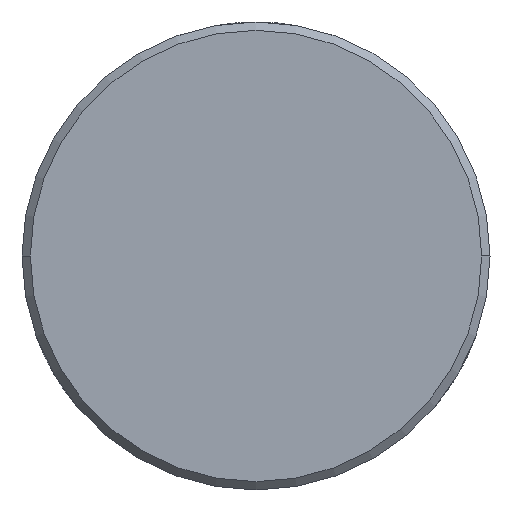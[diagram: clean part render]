
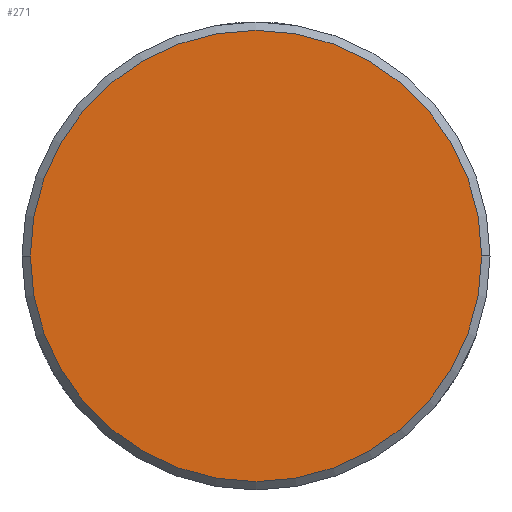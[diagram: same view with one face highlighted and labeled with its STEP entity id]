
A CAD part, left-side view. The second image highlights one B-rep face of the part: STEP entity #271.
In plain terms, the highlighted planar face has unit normal (-1, 0, 0).
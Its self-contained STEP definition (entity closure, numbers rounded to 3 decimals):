
#30 = CIRCLE ( 'NONE', #368, 13.5 ) ;
#47 = AXIS2_PLACEMENT_3D ( 'NONE', #517, #884, #169 ) ;
#169 = DIRECTION ( 'NONE',  ( 0., 1., 0. ) ) ;
#174 = VERTEX_POINT ( 'NONE', #222 ) ;
#222 = CARTESIAN_POINT ( 'NONE',  ( -58.9, 13.5, 0. ) ) ;
#260 = DIRECTION ( 'NONE',  ( 0., 0., -1. ) ) ;
#262 = DIRECTION ( 'NONE',  ( 0., 1., 0. ) ) ;
#271 = ADVANCED_FACE ( 'NONE', ( #986 ), #502, .F. ) ;
#320 = EDGE_CURVE ( 'NONE', #488, #174, #1160, .T. ) ;
#335 = EDGE_CURVE ( 'NONE', #174, #488, #30, .T. ) ;
#368 = AXIS2_PLACEMENT_3D ( 'NONE', #439, #715, #262 ) ;
#423 = CARTESIAN_POINT ( 'NONE',  ( -58.9, -13.5, 0. ) ) ;
#439 = CARTESIAN_POINT ( 'NONE',  ( -58.9, 0., 0. ) ) ;
#488 = VERTEX_POINT ( 'NONE', #423 ) ;
#502 = PLANE ( 'NONE',  #833 ) ;
#517 = CARTESIAN_POINT ( 'NONE',  ( -58.9, 0., 0. ) ) ;
#715 = DIRECTION ( 'NONE',  ( -1., 0., 0. ) ) ;
#804 = DIRECTION ( 'NONE',  ( 1., 0., 0. ) ) ;
#830 = EDGE_LOOP ( 'NONE', ( #1009, #1030 ) ) ;
#833 = AXIS2_PLACEMENT_3D ( 'NONE', #1144, #804, #260 ) ;
#884 = DIRECTION ( 'NONE',  ( -1., 0., 0. ) ) ;
#986 = FACE_OUTER_BOUND ( 'NONE', #830, .T. ) ;
#1009 = ORIENTED_EDGE ( 'NONE', *, *, #335, .T. ) ;
#1030 = ORIENTED_EDGE ( 'NONE', *, *, #320, .T. ) ;
#1144 = CARTESIAN_POINT ( 'NONE',  ( -58.9, -13.662, 13.662 ) ) ;
#1160 = CIRCLE ( 'NONE', #47, 13.5 ) ;
